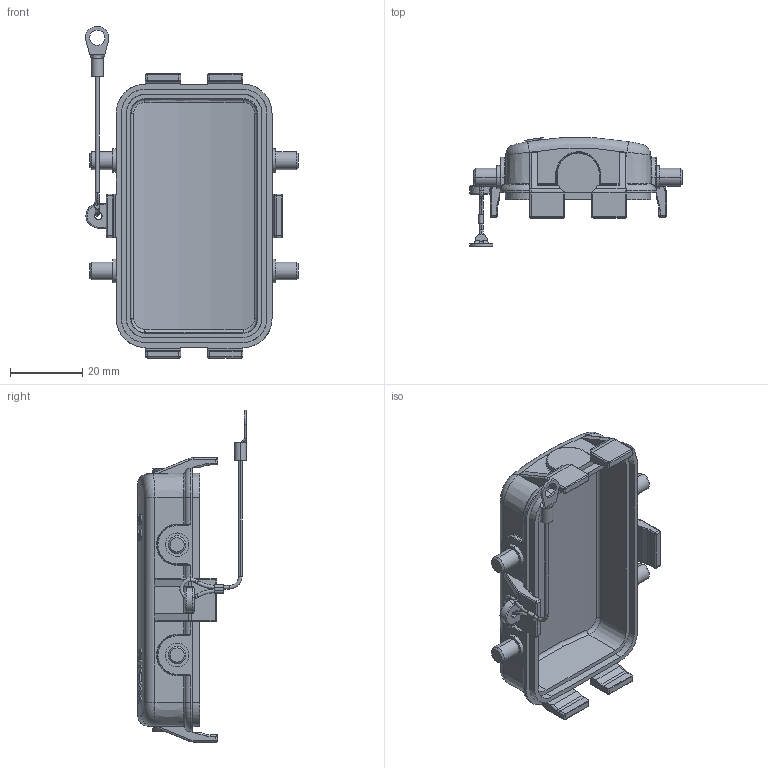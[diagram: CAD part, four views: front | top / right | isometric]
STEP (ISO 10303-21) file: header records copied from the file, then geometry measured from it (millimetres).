
FILE_DESCRIPTION(/* description */ (''),/* implementation_level */ '2;1');
FILE_NAME(/* name */ '11111.stp',/* time_stamp */ '2023-12-06T15:46:49+08:00',/* author */ (''),/* organization */ (''),/* preprocessor_version */ 'ST-DEVELOPER v18.1',/* originating_system */ 'SIEMENS PLM Software NX 1980',/* authorisation */ '');
FILE_SCHEMA (('AUTOMOTIVE_DESIGN { 1 0 10303 214 3 1 1 1 }'));
Length unit declared in the file: millimetre
Products named in the file (1): 3D_1120100308002_H10B-MMCV-4B_2_V1.0_stp
Bounding box: 58.85 x 30.06 x 91.77 mm (x, y, z)
Volume: 16831.1 mm3; surface area: 14187.3 mm2
Topology: 1 solids, 1 shells, 561 faces, 1384 edges, 843 vertices
Faces by surface type: cylinder 205, plane 185, torus 94, bspline 36, cone 36, extrusion 5
Entity records: 18149 total; most frequent: CARTESIAN_POINT 5613, ORIENTED_EDGE 2768, DIRECTION 2411, EDGE_CURVE 1384, AXIS2_PLACEMENT_3D 901, VERTEX_POINT 843, VECTOR 609, LINE 604
